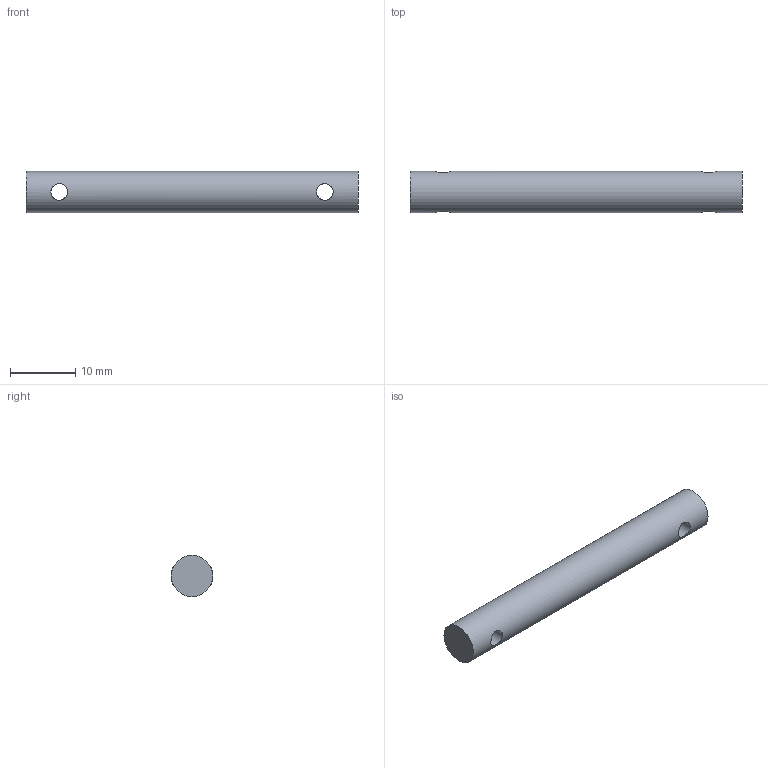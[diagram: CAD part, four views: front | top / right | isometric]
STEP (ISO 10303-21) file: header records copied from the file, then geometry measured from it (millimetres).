
FILE_DESCRIPTION(/* description */ (''),/* implementation_level */ '2;1');
FILE_NAME(/* name */ 'TIE ROD.stp',/* time_stamp */ '2024-08-21T16:40:10-04:00',/* author */ ('darkb'),/* organization */ (''),/* preprocessor_version */ 'ST-DEVELOPER v20',/* originating_system */ 'Autodesk Inventor 2025',/* authorisation */ '');
FILE_SCHEMA (('AUTOMOTIVE_DESIGN { 1 0 10303 214 3 1 1 }'));
Length unit declared in the file: inch
Products named in the file (1): TIE ROD
Bounding box: 50.8 x 6.35 x 6.35 mm (x, y, z)
Volume: 1545.8 mm3; surface area: 1153.2 mm2
Topology: 1 solids, 1 shells, 5 faces, 17 edges, 12 vertices
Faces by surface type: cylinder 3, plane 2
Full cylindrical faces by diameter (mm): 2.54 x2, 6.35 x1
Entity records: 360 total; most frequent: CARTESIAN_POINT 173, ORIENTED_EDGE 34, DIRECTION 21, EDGE_CURVE 17, VERTEX_POINT 12, B_SPLINE_CURVE_WITH_KNOTS 10, AXIS2_PLACEMENT_3D 8, EDGE_LOOP 7
